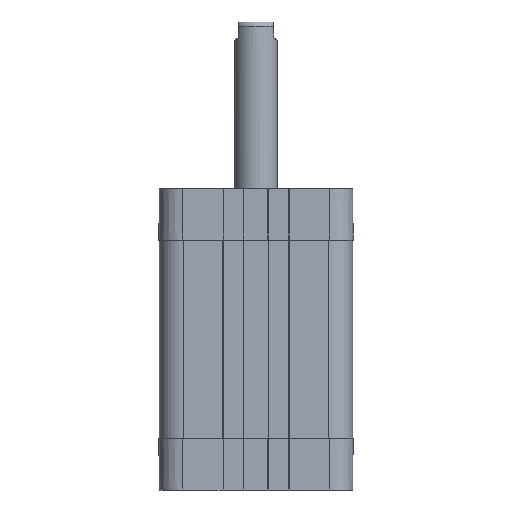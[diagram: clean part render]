
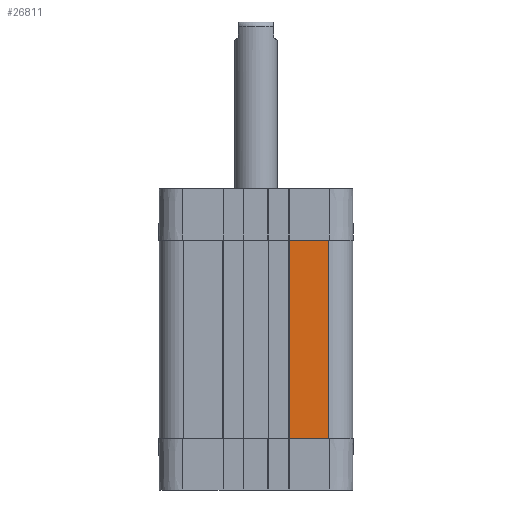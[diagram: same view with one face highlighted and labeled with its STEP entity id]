
A CAD part, front view. The second image highlights one B-rep face of the part: STEP entity #26811.
In plain terms, the highlighted planar face has unit normal (0, -1, 0).
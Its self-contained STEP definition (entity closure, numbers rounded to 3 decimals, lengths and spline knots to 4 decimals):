
#4273=LINE($,#52954,#6276);
#4274=LINE($,#52958,#6277);
#4275=LINE($,#52960,#6278);
#4276=LINE($,#52961,#6279);
#6276=VECTOR($,#32334,5.6);
#6277=VECTOR($,#32339,1.11);
#6278=VECTOR($,#32340,5.6);
#6279=VECTOR($,#32341,1.11);
#8195=FACE_OUTER_BOUND($,#9894,.T.);
#9894=EDGE_LOOP($,(#24496,#24497,#24498,#24499));
#12917=VERTEX_POINT($,#52951);
#12918=VERTEX_POINT($,#52953);
#12919=VERTEX_POINT($,#52957);
#12920=VERTEX_POINT($,#52959);
#16816=EDGE_CURVE($,#12918,#12917,#4273,.T.);
#16818=EDGE_CURVE($,#12917,#12919,#4274,.T.);
#16819=EDGE_CURVE($,#12920,#12919,#4275,.T.);
#16820=EDGE_CURVE($,#12918,#12920,#4276,.T.);
#24496=ORIENTED_EDGE($,*,*,#16818,.T.);
#24497=ORIENTED_EDGE($,*,*,#16819,.F.);
#24498=ORIENTED_EDGE($,*,*,#16820,.F.);
#24499=ORIENTED_EDGE($,*,*,#16816,.T.);
#25322=PLANE($,#28018);
#26811=ADVANCED_FACE($,(#8195),#25322,.T.);
#28018=AXIS2_PLACEMENT_3D($,#52956,#32337,#32338);
#32334=DIRECTION($,(0.,0.,1.));
#32337=DIRECTION('center_axis',(0.,-1.,0.));
#32338=DIRECTION('ref_axis',(0.,0.,-1.));
#32339=DIRECTION($,(-1.,0.,0.));
#32340=DIRECTION($,(0.,0.,1.));
#32341=DIRECTION($,(-1.,0.,0.));
#52951=CARTESIAN_POINT('',(2.05,-2.725,0.05));
#52953=CARTESIAN_POINT('',(2.05,-2.725,-5.55));
#52954=CARTESIAN_POINT($,(2.05,-2.725,-5.55));
#52956=CARTESIAN_POINT('Origin',(2.05,-2.725,-5.55));
#52957=CARTESIAN_POINT('',(0.94,-2.725,0.05));
#52958=CARTESIAN_POINT($,(2.05,-2.725,0.05));
#52959=CARTESIAN_POINT('',(0.94,-2.725,-5.55));
#52960=CARTESIAN_POINT($,(0.94,-2.725,-5.55));
#52961=CARTESIAN_POINT($,(2.05,-2.725,-5.55));
